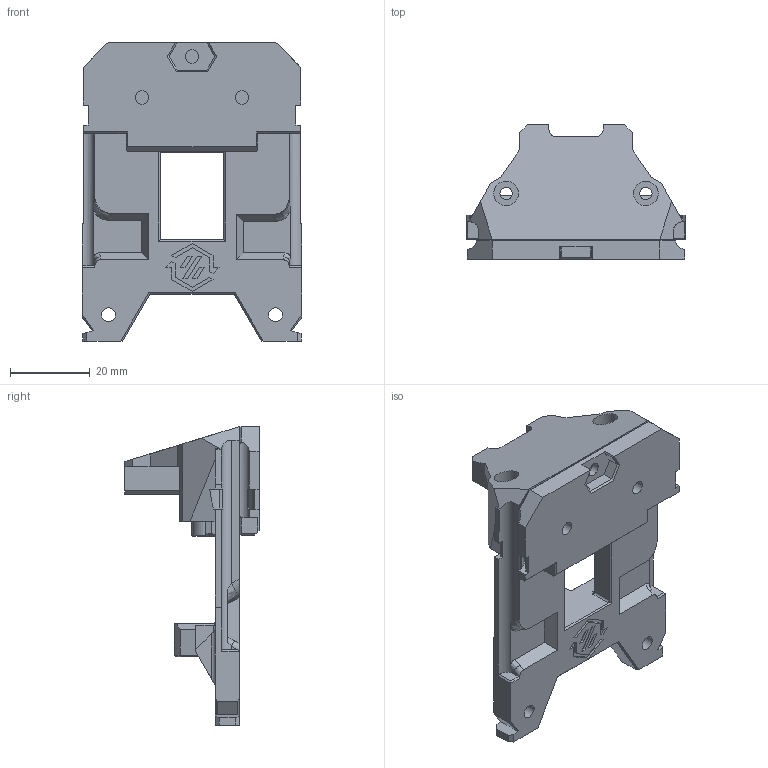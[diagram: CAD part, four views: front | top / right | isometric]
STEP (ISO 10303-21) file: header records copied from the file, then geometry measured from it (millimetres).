
FILE_DESCRIPTION(/* description */ (''),/* implementation_level */ '2;1');
FILE_NAME(/* name */ 'Yavoth UHF.step',/* time_stamp */ '2024-08-27T03:23:02+01:00',/* author */ (''),/* organization */ (''),/* preprocessor_version */ 'ST-DEVELOPER v20',/* originating_system */ 'Autodesk Translation Framework v13.14.0.145',/* authorisation */ '');
FILE_SCHEMA (('AUTOMOTIVE_DESIGN { 1 0 10303 214 3 1 1 }'));
Length unit declared in the file: millimetre
Products named in the file (4): Yavoth SC V1.1R2; Backplate UHF; Plate (1); Spacer (1)
Assembly tree (3 placements, depth 3):
  Yavoth SC V1.1R2
    Backplate UHF
      Plate (1)
      Spacer (1)
Bounding box: 55 x 33.7 x 74.85 mm (x, y, z)
Volume: 34506.6 mm3; surface area: 16528.4 mm2
Topology: 2 solids, 2 shells, 424 faces, 1153 edges, 752 vertices
Faces by surface type: plane 352, cylinder 62, cone 6, bspline 4
Full cylindrical faces by diameter (mm): 2.8 x4, 3.1 x3, 3.4 x3, 3.5 x2, 4.7 x2, 6.1 x2, 6.2 x2, 6.3 x2
Entity records: 13433 total; most frequent: CARTESIAN_POINT 2479, ORIENTED_EDGE 2306, DIRECTION 2148, EDGE_CURVE 1153, LINE 986, VECTOR 986, VERTEX_POINT 752, AXIS2_PLACEMENT_3D 581
